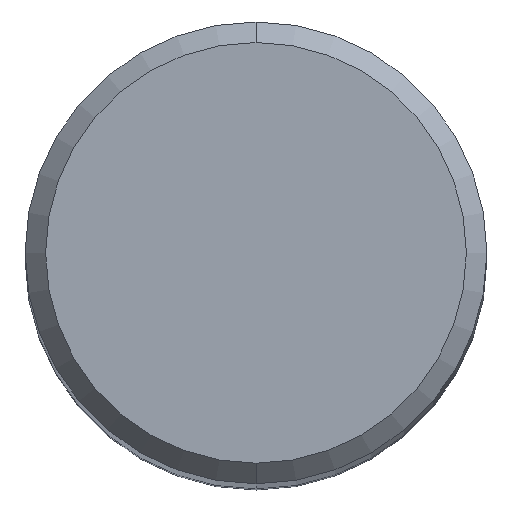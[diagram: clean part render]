
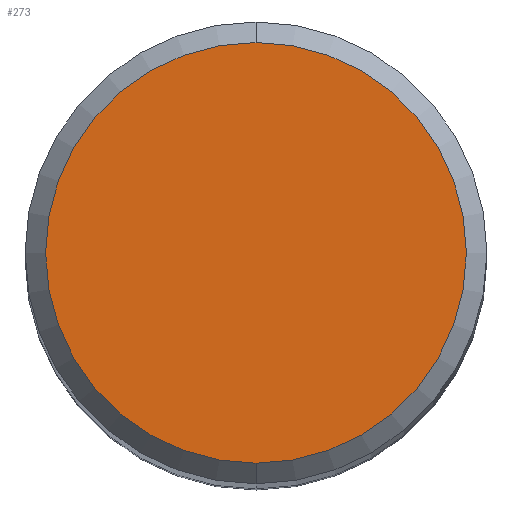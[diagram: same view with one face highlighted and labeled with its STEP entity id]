
A CAD part, top view. The second image highlights one B-rep face of the part: STEP entity #273.
In plain terms, the highlighted planar face has unit normal (0, 0, 1).
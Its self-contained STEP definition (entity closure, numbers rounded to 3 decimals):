
#169=VERTEX_POINT('',#444);
#273=ADVANCED_FACE('',(#561),#562,.T.);
#281=EDGE_CURVE('',#169,#331,#570,.T.);
#331=VERTEX_POINT('',#625);
#405=EDGE_CURVE('',#331,#169,#705,.T.);
#444=CARTESIAN_POINT('',(0.0,8.2,0.0));
#561=FACE_OUTER_BOUND('',#998,.T.);
#562=PLANE('',#999);
#570=CIRCLE('',#1026,8.2);
#625=CARTESIAN_POINT('',(0.,-8.2,0.0));
#705=CIRCLE('',#1361,8.2);
#998=EDGE_LOOP('',(#1514,#1515));
#999=AXIS2_PLACEMENT_3D('',#1516,#1517,#1518);
#1026=AXIS2_PLACEMENT_3D('',#1520,#1521,#1522);
#1361=AXIS2_PLACEMENT_3D('',#1674,#1675,#1676);
#1514=ORIENTED_EDGE('',*,*,#281,.F.);
#1515=ORIENTED_EDGE('',*,*,#405,.F.);
#1516=CARTESIAN_POINT('',(0.0,4.1,0.0));
#1517=DIRECTION('',(-0.0,0.0,1.0));
#1518=DIRECTION('',(0.0,-1.0,0.0));
#1520=CARTESIAN_POINT('',(0.0,0.0,0.0));
#1521=DIRECTION('',(0.0,0.0,-1.0));
#1522=DIRECTION('',(0.0,1.0,0.0));
#1674=CARTESIAN_POINT('',(0.0,0.0,0.0));
#1675=DIRECTION('',(0.0,0.0,-1.0));
#1676=DIRECTION('',(0.0,1.0,0.0));
